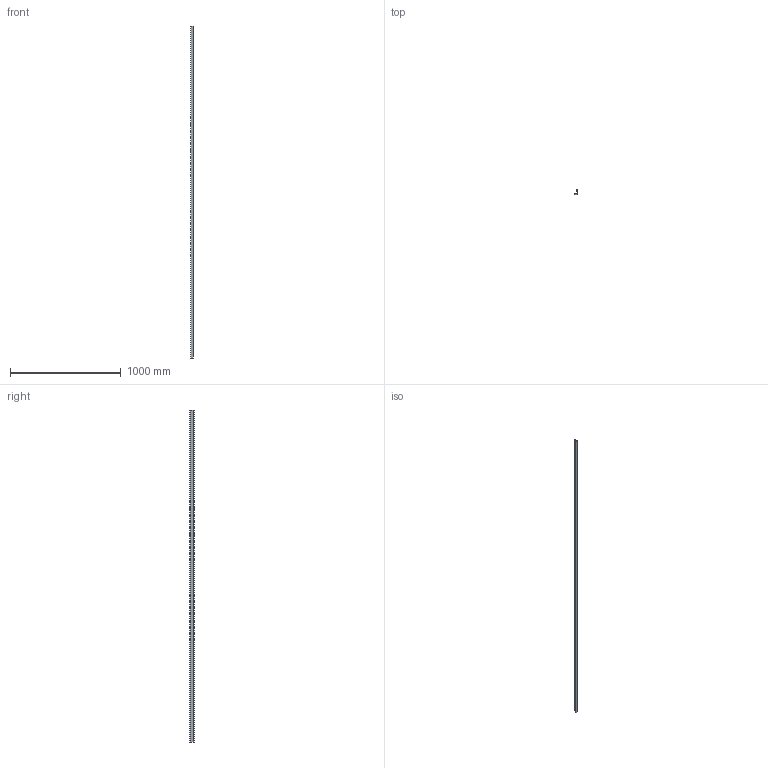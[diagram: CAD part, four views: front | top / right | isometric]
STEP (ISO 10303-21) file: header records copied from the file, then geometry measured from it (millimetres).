
FILE_DESCRIPTION (( 'STEP AP214' ), '1' );
FILE_NAME ('6479451.STEP', '2025-02-10T15:48:01', ( '' ), ( '' ), 'SwSTEP 2.0', 'SolidWorks 2024', '' );
FILE_SCHEMA (( 'AUTOMOTIVE_DESIGN' ));
Length unit declared in the file: millimetre
Products named in the file (1): 6479451
Bounding box: 26 x 41 x 2995 mm (x, y, z)
Volume: 185757.1 mm3; surface area: 499968.7 mm2
Topology: 1 solids, 1 shells, 34 faces, 80 edges, 48 vertices
Faces by surface type: plane 30, cylinder 4
Entity records: 967 total; most frequent: CARTESIAN_POINT 163, ORIENTED_EDGE 160, DIRECTION 158, EDGE_CURVE 80, LINE 72, VECTOR 72, VERTEX_POINT 48, AXIS2_PLACEMENT_3D 43
